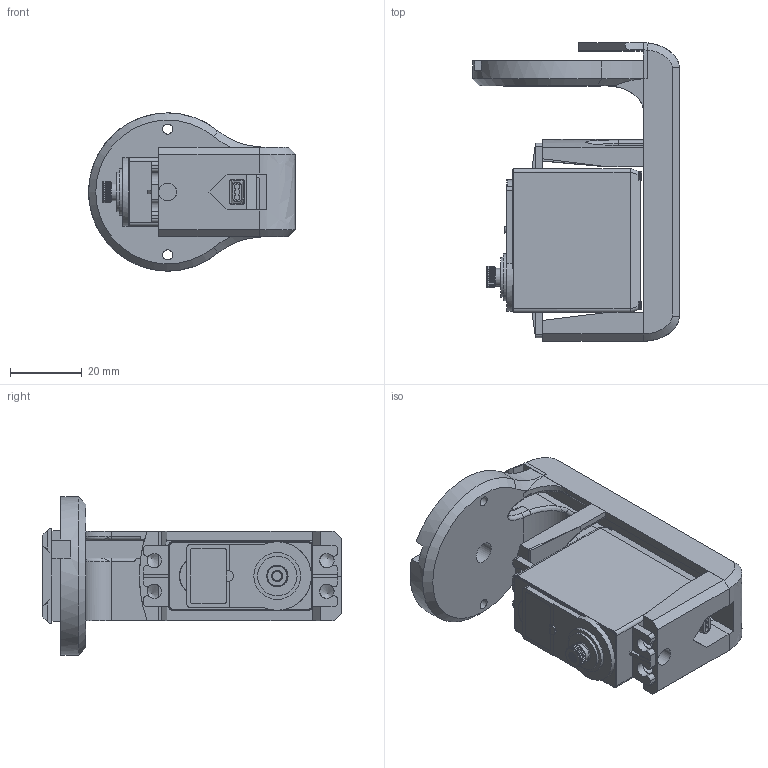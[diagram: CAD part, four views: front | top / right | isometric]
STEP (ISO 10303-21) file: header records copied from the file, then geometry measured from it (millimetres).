
FILE_DESCRIPTION(/* description */ (''),/* implementation_level */ '2;1');
FILE_NAME(/* name */ 'P28_Wheel_Bracket_Split_Right Wiring_MG996R.step',/* time_stamp */ '2021-01-31T09:41:07+01:00',/* author */ (''),/* organization */ (''),/* preprocessor_version */ 'ST-DEVELOPER v18.1',/* originating_system */ 'Autodesk Translation Framework v9.7.1.1290',/* authorisation */ '');
FILE_SCHEMA (('AUTOMOTIVE_DESIGN { 1 0 10303 214 3 1 1 }'));
Length unit declared in the file: millimetre
Products named in the file (3): P28_Wheel_Bracket_Split_Right Wiring_MG996R; P28_Wheel_Bracket_Split_Right_Wiring_MG996R; MG996R
Assembly tree (2 placements, depth 2):
  P28_Wheel_Bracket_Split_Right Wiring_MG996R
    P28_Wheel_Bracket_Split_Right_Wiring_MG996R
    MG996R
Bounding box: 57.5 x 83 x 44 mm (x, y, z)
Volume: 64627.4 mm3; surface area: 23523.3 mm2
Topology: 12 solids, 12 shells, 555 faces, 1539 edges, 1005 vertices
Faces by surface type: plane 237, cylinder 179, torus 77, bspline 43, cone 19
Full cylindrical faces by diameter (mm): 2.533 x4, 2.671 x11, 2.8 x2, 3 x1, 3.07 x5, 4 x4, 4.9 x1, 5 x2, 5.5 x1, 6 x2, 11 x1, 13 x1
Entity records: 23807 total; most frequent: CARTESIAN_POINT 10128, ORIENTED_EDGE 3066, DIRECTION 2644, EDGE_CURVE 1533, VERTEX_POINT 1005, AXIS2_PLACEMENT_3D 996, LINE 652, VECTOR 652
